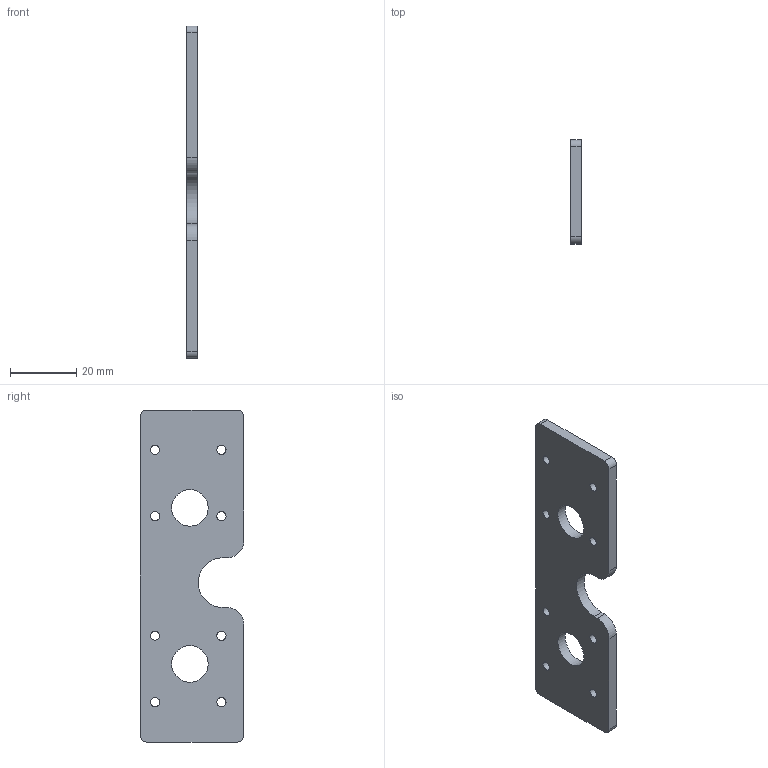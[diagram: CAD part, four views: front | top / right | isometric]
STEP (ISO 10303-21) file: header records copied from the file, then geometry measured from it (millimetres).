
FILE_DESCRIPTION(/* description */ (''),/* implementation_level */ '2;1');
FILE_NAME(/* name */ 'Z_Spacers_x2.step',/* time_stamp */ '2021-08-05T09:14:38-05:00',/* author */ (''),/* organization */ (''),/* preprocessor_version */ 'ST-DEVELOPER v18.1',/* originating_system */ 'Autodesk Translation Framework v10.9.0.1377',/* authorisation */ '');
FILE_SCHEMA (('AUTOMOTIVE_DESIGN { 1 0 10303 214 3 1 1 }'));
Length unit declared in the file: millimetre
Products named in the file (1): Z_Spacers_x2
Bounding box: 3.17 x 31.25 x 100 mm (x, y, z)
Volume: 8546.7 mm3; surface area: 6697.4 mm2
Topology: 1 solids, 1 shells, 26 faces, 72 edges, 48 vertices
Faces by surface type: cylinder 17, plane 9
Full cylindrical faces by diameter (mm): 2.7 x2, 2.75 x6, 11 x2
Entity records: 930 total; most frequent: DIRECTION 160, CARTESIAN_POINT 147, ORIENTED_EDGE 144, EDGE_CURVE 72, AXIS2_PLACEMENT_3D 61, VERTEX_POINT 48, EDGE_LOOP 46, LINE 38
